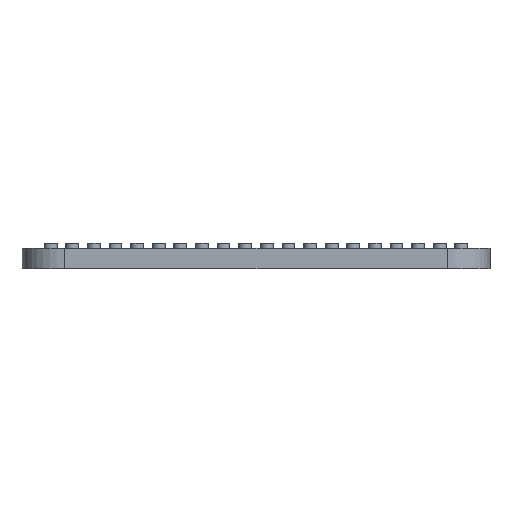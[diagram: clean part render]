
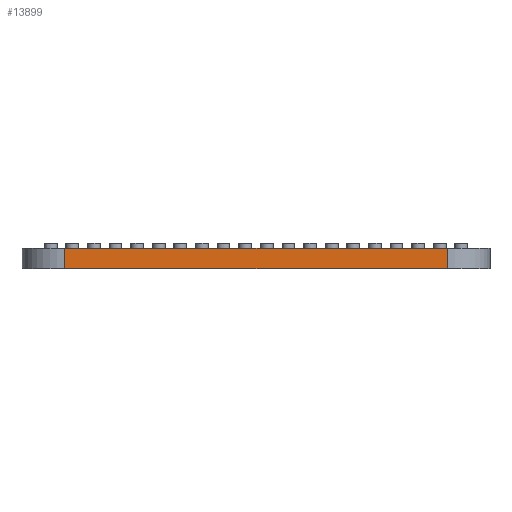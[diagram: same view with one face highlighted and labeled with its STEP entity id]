
A CAD part, left-side view. The second image highlights one B-rep face of the part: STEP entity #13899.
In plain terms, the highlighted planar face has unit normal (-1, 0, 0).
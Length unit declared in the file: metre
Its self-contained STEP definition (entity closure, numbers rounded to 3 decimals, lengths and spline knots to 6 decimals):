
#175=PLANE('',#15177);
#1671=ORIENTED_EDGE('',*,*,#5655,.F.);
#1672=ORIENTED_EDGE('',*,*,#5656,.T.);
#1673=ORIENTED_EDGE('',*,*,#5657,.T.);
#1674=ORIENTED_EDGE('',*,*,#5445,.F.);
#5445=EDGE_CURVE('',#7483,#7484,#8893,.T.);
#5655=EDGE_CURVE('',#7654,#7483,#9055,.T.);
#5656=EDGE_CURVE('',#7654,#7655,#9056,.T.);
#5657=EDGE_CURVE('',#7655,#7484,#9057,.T.);
#7483=VERTEX_POINT('',#20754);
#7484=VERTEX_POINT('',#20756);
#7654=VERTEX_POINT('',#21156);
#7655=VERTEX_POINT('',#21160);
#8893=LINE('',#20755,#10557);
#9055=LINE('',#21157,#10719);
#9056=LINE('',#21159,#10720);
#9057=LINE('',#21161,#10721);
#10557=VECTOR('',#16623,1.);
#10719=VECTOR('',#16923,1.);
#10720=VECTOR('',#16926,1.);
#10721=VECTOR('',#16927,1.);
#12128=EDGE_LOOP('',(#1671,#1672,#1673,#1674));
#12908=FACE_BOUND('',#12128,.T.);
#13899=ADVANCED_FACE('',(#12908),#175,.T.);
#15177=AXIS2_PLACEMENT_3D('',#21158,#16924,#16925);
#16623=DIRECTION('',(0.,-1.,0.));
#16923=DIRECTION('',(0.,0.,1.));
#16924=DIRECTION('',(-1.,0.,0.));
#16925=DIRECTION('',(0.,0.,1.));
#16926=DIRECTION('',(0.,-1.,0.));
#16927=DIRECTION('',(0.,0.,1.));
#20754=CARTESIAN_POINT('',(-0.0425,0.0225,0.));
#20755=CARTESIAN_POINT('',(-0.0425,0.,0.));
#20756=CARTESIAN_POINT('',(-0.0425,-0.0225,0.));
#21156=CARTESIAN_POINT('',(-0.0425,0.0225,-0.0024));
#21157=CARTESIAN_POINT('',(-0.0425,0.0225,-0.259618));
#21158=CARTESIAN_POINT('',(-0.0425,0.,-0.259618));
#21159=CARTESIAN_POINT('',(-0.0425,0.,-0.0024));
#21160=CARTESIAN_POINT('',(-0.0425,-0.0225,-0.0024));
#21161=CARTESIAN_POINT('',(-0.0425,-0.0225,-0.259618));
